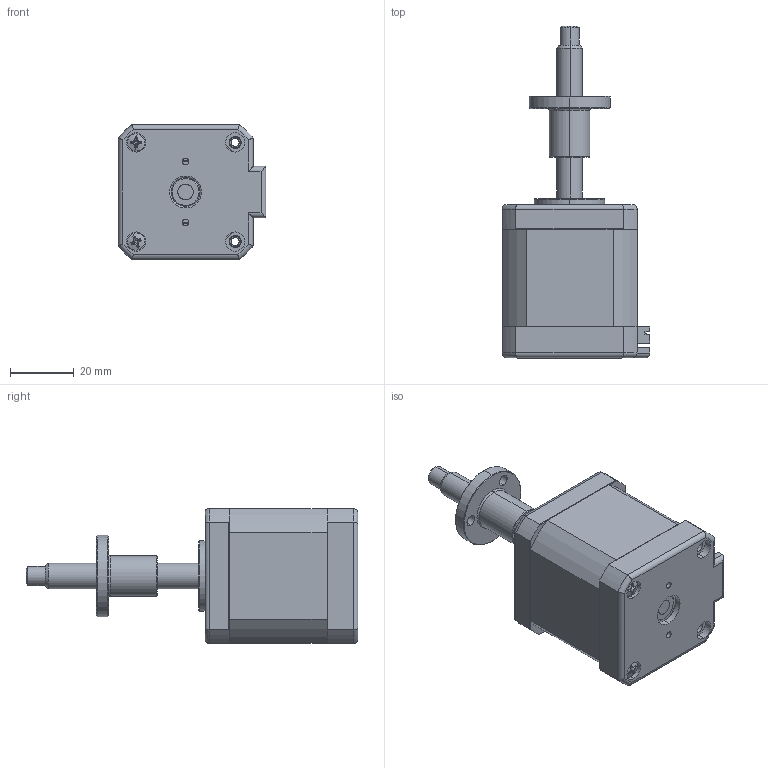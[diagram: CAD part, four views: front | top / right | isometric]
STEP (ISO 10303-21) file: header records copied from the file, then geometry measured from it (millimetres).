
FILE_DESCRIPTION (( 'STEP AP203' ), '1' );
FILE_NAME ('LE176S-T0804-50-AR3-S-200.STEP', '2018-07-23T03:37:42', ( '' ), ( '' ), 'SwSTEP 2.0', 'SolidWorks 2014', '' );
FILE_SCHEMA (( 'CONFIG_CONTROL_DESIGN' ));
Length unit declared in the file: millimetre
Products named in the file (4): LE17HD6P4200-BR50; T0804佪裝; 圆形普通螺母AR3_圆形螺母A3; LE176S-T0804-50-AR3-S-200
Assembly tree (3 placements, depth 2):
  LE176S-T0804-50-AR3-S-200
    LE17HD6P4200-BR50
    T0804佪裝
    圆形普通螺母AR3_圆形螺母A3
Bounding box: 46.2 x 103.8 x 42.2 mm (x, y, z)
Volume: 61192.8 mm3; surface area: 51661 mm2
Topology: 19 solids, 19 shells, 2337 faces, 6500 edges, 4294 vertices
Faces by surface type: cylinder 1272, plane 955, cone 62, torus 38, bspline 6, sphere 4
Entity records: 85630 total; most frequent: CARTESIAN_POINT 24061, DIRECTION 13108, ORIENTED_EDGE 13000, EDGE_CURVE 6500, AXIS2_PLACEMENT_3D 4705, VERTEX_POINT 4294, LINE 3698, VECTOR 3698
